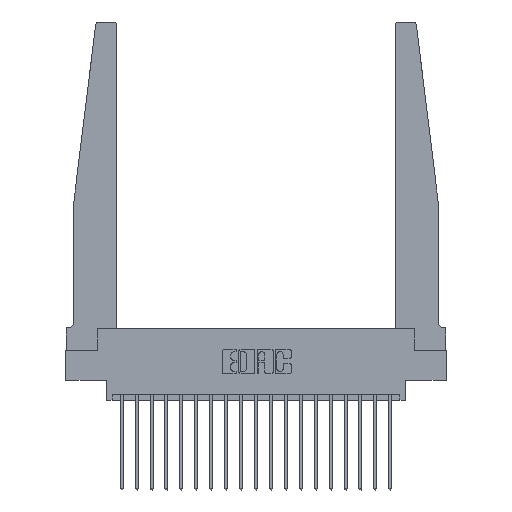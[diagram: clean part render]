
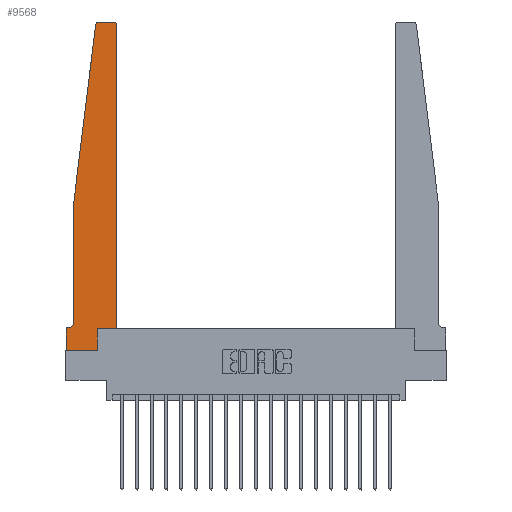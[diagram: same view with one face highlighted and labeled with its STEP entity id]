
A CAD part, top view. The second image highlights one B-rep face of the part: STEP entity #9568.
In plain terms, the highlighted planar face has unit normal (0, 0, 1).
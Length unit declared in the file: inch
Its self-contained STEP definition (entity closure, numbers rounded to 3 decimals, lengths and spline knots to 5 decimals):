
#51 = LINE ( 'NONE', #19985, #8964 ) ;
#62 = CARTESIAN_POINT ( 'NONE',  ( 0.065, 0.1875, 0.37 ) ) ;
#638 = CARTESIAN_POINT ( 'NONE',  ( 0.065, 1.25, 0.37 ) ) ;
#1703 = CARTESIAN_POINT ( 'NONE',  ( 0.2605, 0., 0.37 ) ) ;
#1748 = VERTEX_POINT ( 'NONE', #12904 ) ;
#2065 = ORIENTED_EDGE ( 'NONE', *, *, #10108, .T. ) ;
#2113 = VERTEX_POINT ( 'NONE', #12439 ) ;
#2207 = DIRECTION ( 'NONE',  ( -0.122, -0.992, 0. ) ) ;
#2254 = CARTESIAN_POINT ( 'NONE',  ( 0., 0.1875, 0.37 ) ) ;
#2657 = DIRECTION ( 'NONE',  ( 0., 1., 0. ) ) ;
#2669 = CARTESIAN_POINT ( 'NONE',  ( 0., 0., 0.37 ) ) ;
#3103 = VECTOR ( 'NONE', #14574, 39.37008 ) ;
#3449 = VERTEX_POINT ( 'NONE', #6157 ) ;
#3522 = CARTESIAN_POINT ( 'NONE',  ( 0.065, 1.25, 0.37 ) ) ;
#3627 = ORIENTED_EDGE ( 'NONE', *, *, #7429, .T. ) ;
#3679 = LINE ( 'NONE', #62, #12104 ) ;
#3843 = DIRECTION ( 'NONE',  ( 1., 0., 0. ) ) ;
#4046 = ORIENTED_EDGE ( 'NONE', *, *, #6559, .T. ) ;
#4246 = CARTESIAN_POINT ( 'NONE',  ( 0., 0., 0.37 ) ) ;
#4627 = EDGE_CURVE ( 'NONE', #15673, #14630, #8100, .T. ) ;
#4830 = VECTOR ( 'NONE', #2207, 39.37008 ) ;
#5532 = LINE ( 'NONE', #10734, #13451 ) ;
#5549 = ORIENTED_EDGE ( 'NONE', *, *, #18961, .T. ) ;
#5760 = CARTESIAN_POINT ( 'NONE',  ( 0.015, 0.2375, 0.37 ) ) ;
#6010 = LINE ( 'NONE', #4246, #18139 ) ;
#6157 = CARTESIAN_POINT ( 'NONE',  ( 0.065, 0.2375, 0.37 ) ) ;
#6193 = CIRCLE ( 'NONE', #8142, 0.03 ) ;
#6436 = EDGE_CURVE ( 'NONE', #20311, #3449, #15194, .T. ) ;
#6487 = DIRECTION ( 'NONE',  ( 0., 0., 1. ) ) ;
#6559 = EDGE_CURVE ( 'NONE', #8423, #20311, #13214, .T. ) ;
#6645 = DIRECTION ( 'NONE',  ( 0., 0., 1. ) ) ;
#6770 = VERTEX_POINT ( 'NONE', #7451 ) ;
#7095 = VECTOR ( 'NONE', #17239, 39.37008 ) ;
#7351 = DIRECTION ( 'NONE',  ( -1., 0., 0. ) ) ;
#7361 = DIRECTION ( 'NONE',  ( 0., -1., 0. ) ) ;
#7406 = CARTESIAN_POINT ( 'NONE',  ( 0.24675, 2.72367, 0.37 ) ) ;
#7429 = EDGE_CURVE ( 'NONE', #9073, #15673, #19142, .T. ) ;
#7451 = CARTESIAN_POINT ( 'NONE',  ( 0., 0.1875, 0.37 ) ) ;
#7755 = CARTESIAN_POINT ( 'NONE',  ( 0.25, 2.75, 0.37 ) ) ;
#7846 = CARTESIAN_POINT ( 'NONE',  ( 0.015, 0.1875, 0.37 ) ) ;
#7993 = AXIS2_PLACEMENT_3D ( 'NONE', #15953, #6487, #17556 ) ;
#8100 = LINE ( 'NONE', #9127, #16515 ) ;
#8142 = AXIS2_PLACEMENT_3D ( 'NONE', #16108, #6645, #17708 ) ;
#8423 = VERTEX_POINT ( 'NONE', #7406 ) ;
#8964 = VECTOR ( 'NONE', #2657, 39.37008 ) ;
#9073 = VERTEX_POINT ( 'NONE', #9075 ) ;
#9075 = CARTESIAN_POINT ( 'NONE',  ( 0., 0., 0.37 ) ) ;
#9127 = CARTESIAN_POINT ( 'NONE',  ( 0.2605, 0.18, 0.37 ) ) ;
#9509 = VERTEX_POINT ( 'NONE', #9930 ) ;
#9568 = ADVANCED_FACE ( 'NONE', ( #12306 ), #11734, .T. ) ;
#9930 = CARTESIAN_POINT ( 'NONE',  ( 0.425, 2.72, 0.37 ) ) ;
#10108 = EDGE_CURVE ( 'NONE', #3449, #19861, #10802, .T. ) ;
#10734 = CARTESIAN_POINT ( 'NONE',  ( 0.425, 0.18, 0.37 ) ) ;
#10802 = CIRCLE ( 'NONE', #11551, 0.05 ) ;
#10926 = VERTEX_POINT ( 'NONE', #19746 ) ;
#11108 = DIRECTION ( 'NONE',  ( -1., 0., 0. ) ) ;
#11551 = AXIS2_PLACEMENT_3D ( 'NONE', #5760, #16822, #7351 ) ;
#11734 = PLANE ( 'NONE',  #16566 ) ;
#12104 = VECTOR ( 'NONE', #11108, 39.37008 ) ;
#12139 = EDGE_CURVE ( 'NONE', #6770, #9073, #6010, .T. ) ;
#12204 = DIRECTION ( 'NONE',  ( 1., 0., 0. ) ) ;
#12297 = EDGE_LOOP ( 'NONE', ( #18408, #20025, #4046, #18973, #2065, #19738, #14612, #3627, #18117, #5549, #17853, #15683 ) ) ;
#12306 = FACE_OUTER_BOUND ( 'NONE', #12297, .T. ) ;
#12439 = CARTESIAN_POINT ( 'NONE',  ( 0.27653, 2.75, 0.37 ) ) ;
#12904 = CARTESIAN_POINT ( 'NONE',  ( 0.395, 2.75, 0.37 ) ) ;
#12992 = CARTESIAN_POINT ( 'NONE',  ( 0.2605, 0.18, 0.37 ) ) ;
#13024 = EDGE_CURVE ( 'NONE', #2113, #8423, #15868, .T. ) ;
#13214 = LINE ( 'NONE', #638, #4830 ) ;
#13306 = DIRECTION ( 'NONE',  ( 0., 0., 1. ) ) ;
#13451 = VECTOR ( 'NONE', #20179, 39.37008 ) ;
#14249 = EDGE_CURVE ( 'NONE', #10926, #9509, #51, .T. ) ;
#14574 = DIRECTION ( 'NONE',  ( 0., -1., 0. ) ) ;
#14597 = EDGE_CURVE ( 'NONE', #9509, #1748, #6193, .T. ) ;
#14612 = ORIENTED_EDGE ( 'NONE', *, *, #12139, .T. ) ;
#14630 = VERTEX_POINT ( 'NONE', #12992 ) ;
#15194 = LINE ( 'NONE', #3522, #3103 ) ;
#15359 = CARTESIAN_POINT ( 'NONE',  ( 0.065, 1.25, 0.37 ) ) ;
#15641 = EDGE_CURVE ( 'NONE', #19861, #6770, #3679, .T. ) ;
#15673 = VERTEX_POINT ( 'NONE', #1703 ) ;
#15683 = ORIENTED_EDGE ( 'NONE', *, *, #14597, .T. ) ;
#15868 = CIRCLE ( 'NONE', #7993, 0.03 ) ;
#15953 = CARTESIAN_POINT ( 'NONE',  ( 0.27653, 2.72, 0.37 ) ) ;
#16108 = CARTESIAN_POINT ( 'NONE',  ( 0.395, 2.72, 0.37 ) ) ;
#16175 = EDGE_CURVE ( 'NONE', #1748, #2113, #19692, .T. ) ;
#16515 = VECTOR ( 'NONE', #18567, 39.37008 ) ;
#16566 = AXIS2_PLACEMENT_3D ( 'NONE', #2254, #13306, #3843 ) ;
#16822 = DIRECTION ( 'NONE',  ( 0., 0., -1. ) ) ;
#17239 = DIRECTION ( 'NONE',  ( -1., 0., 0. ) ) ;
#17556 = DIRECTION ( 'NONE',  ( 1., 0., 0. ) ) ;
#17708 = DIRECTION ( 'NONE',  ( 1., 0., 0. ) ) ;
#17853 = ORIENTED_EDGE ( 'NONE', *, *, #14249, .T. ) ;
#18117 = ORIENTED_EDGE ( 'NONE', *, *, #4627, .T. ) ;
#18139 = VECTOR ( 'NONE', #7361, 39.37008 ) ;
#18408 = ORIENTED_EDGE ( 'NONE', *, *, #16175, .T. ) ;
#18567 = DIRECTION ( 'NONE',  ( 0., 1., 0. ) ) ;
#18657 = VECTOR ( 'NONE', #12204, 39.37008 ) ;
#18961 = EDGE_CURVE ( 'NONE', #14630, #10926, #5532, .T. ) ;
#18973 = ORIENTED_EDGE ( 'NONE', *, *, #6436, .T. ) ;
#19142 = LINE ( 'NONE', #2669, #18657 ) ;
#19692 = LINE ( 'NONE', #7755, #7095 ) ;
#19738 = ORIENTED_EDGE ( 'NONE', *, *, #15641, .T. ) ;
#19746 = CARTESIAN_POINT ( 'NONE',  ( 0.425, 0.18, 0.37 ) ) ;
#19861 = VERTEX_POINT ( 'NONE', #7846 ) ;
#19985 = CARTESIAN_POINT ( 'NONE',  ( 0.425, 0.18, 0.37 ) ) ;
#20025 = ORIENTED_EDGE ( 'NONE', *, *, #13024, .T. ) ;
#20179 = DIRECTION ( 'NONE',  ( 1., 0., 0. ) ) ;
#20311 = VERTEX_POINT ( 'NONE', #15359 ) ;
